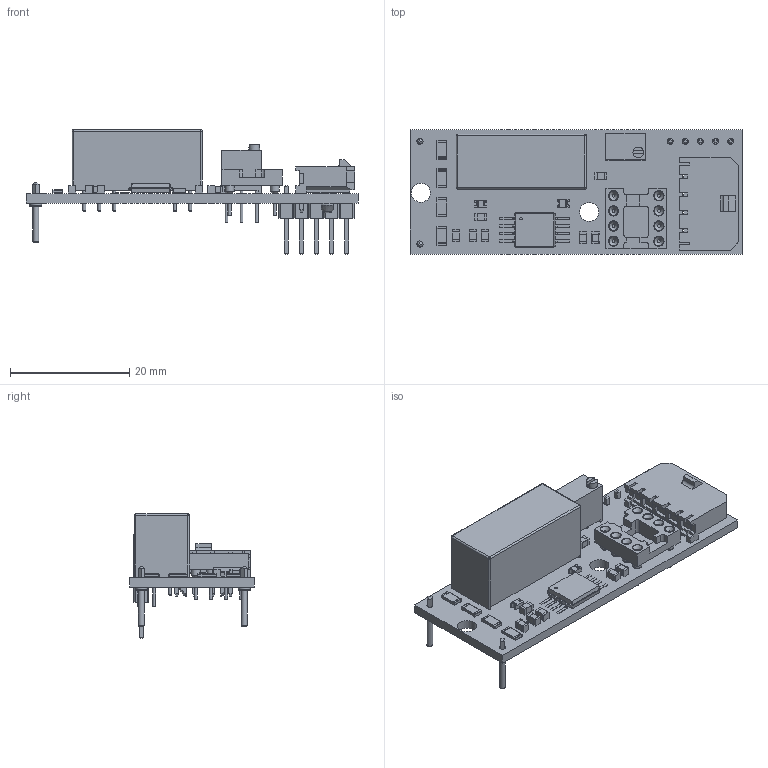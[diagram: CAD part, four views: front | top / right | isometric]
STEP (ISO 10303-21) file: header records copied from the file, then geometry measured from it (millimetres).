
FILE_DESCRIPTION(('KiCad electronic assembly'),'2;1');
FILE_NAME('Power Transducer.step','2020-07-17T00:03:06',('An Author'),( 'A Company'),'Open CASCADE STEP processor 6.9', 'KiCad to STEP converter','Unknown');
FILE_SCHEMA(('AUTOMOTIVE_DESIGN { 1 0 10303 214 1 1 1 1 }'));
Length unit declared in the file: millimetre
Products named in the file (22): Open CASCADE STEP translator 6.9 1; Potentiometer_Bourns_3266W_Vertical; SOLID; C_0805_2012Metric; D_0805_2012Metric; SSO-8_6.8x5.9mm_P1.27mm_Clearance8mm; DIP-8_W7.62mm_Socket; Pin_D1.0mm_L10.0mm; 436500400; COMPOUND; PinHeader_1x05_P2.54mm_Vertical; Converter_DCDC_XP_POWER-ITXxxxxSA_THT; R_1206_3216Metric
Assembly tree (32 placements, depth 3):
  Open CASCADE STEP translator 6.9 1
    Potentiometer_Bourns_3266W_Vertical
      SOLID
    C_0805_2012Metric  x7
      SOLID
    D_0805_2012Metric  x2
      SOLID
    SSO-8_6.8x5.9mm_P1.27mm_Clearance8mm
      SOLID
    DIP-8_W7.62mm_Socket
      SOLID
    Pin_D1.0mm_L10.0mm  x2
      SOLID
    436500400
      COMPOUND
    PinHeader_1x05_P2.54mm_Vertical
      SOLID
    Converter_DCDC_XP_POWER-ITXxxxxSA_THT
      SOLID
    R_1206_3216Metric  x4
      SOLID
    COMPOUND
Bounding box: 55.75 x 20.83 x 20.9 mm (x, y, z)
Volume: 4876.7 mm3; surface area: 6041.3 mm2
Topology: 23 solids, 23 shells, 1196 faces, 2972 edges, 1917 vertices
Faces by surface type: plane 847, cylinder 274, bspline 34, cone 26, torus 11, sphere 4
Full cylindrical faces by diameter (mm): 0.4 x1, 0.46 x3, 0.5 x5, 0.508 x16, 0.73 x8, 0.85 x5, 1 x9, 1.02 x4, 1.3 x3, 1.524 x8, 1.724 x8, 1.78 x1, 2 x2, 3 x2, 3.2 x2
Entity records: 60286 total; most frequent: CARTESIAN_POINT 11498, DIRECTION 8343, LINE 5664, VECTOR 5664, ORIENTED_EDGE 4360, PCURVE 4360, DEFINITIONAL_REPRESENTATION 4360, EDGE_CURVE 2180
